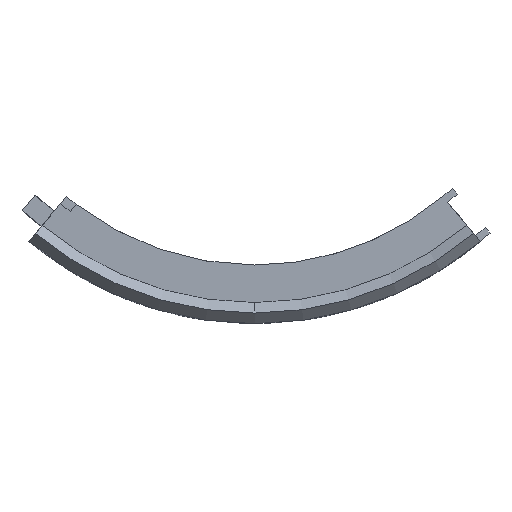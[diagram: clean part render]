
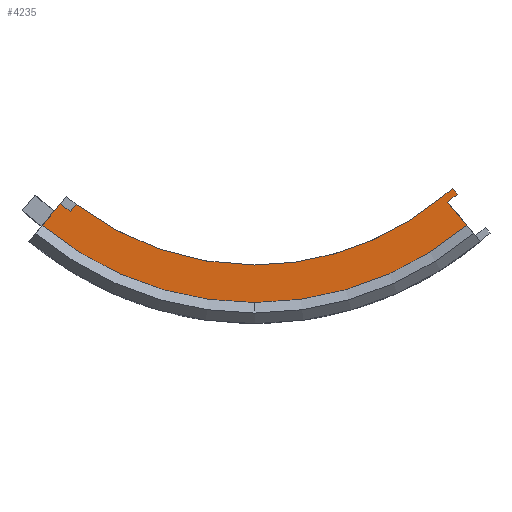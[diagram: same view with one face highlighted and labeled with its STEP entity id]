
A CAD part, front view. The second image highlights one B-rep face of the part: STEP entity #4235.
In plain terms, the highlighted planar face has unit normal (0, -1, 0).
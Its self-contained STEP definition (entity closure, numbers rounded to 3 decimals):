
#170 = CARTESIAN_POINT ( 'NONE',  ( 47.293, -5., -51.695 ) ) ;
#207 = DIRECTION ( 'NONE',  ( 0., 0., -1. ) ) ;
#216 = EDGE_CURVE ( 'NONE', #1480, #4329, #2842, .T. ) ;
#218 = DIRECTION ( 'NONE',  ( 0.643, 0., 0.766 ) ) ;
#221 = EDGE_CURVE ( 'NONE', #4329, #1953, #2209, .T. ) ;
#246 = AXIS2_PLACEMENT_3D ( 'NONE', #4682, #1501, #3045 ) ;
#284 = CARTESIAN_POINT ( 'NONE',  ( -44.995, -5., -53.623 ) ) ;
#292 = CARTESIAN_POINT ( 'NONE',  ( 50.78, -5., -60.518 ) ) ;
#296 = LINE ( 'NONE', #3772, #1686 ) ;
#456 = EDGE_CURVE ( 'NONE', #3354, #2610, #3446, .T. ) ;
#481 = VECTOR ( 'NONE', #4369, 1000. ) ;
#505 = CARTESIAN_POINT ( 'NONE',  ( 44.995, -5., -53.623 ) ) ;
#509 = ORIENTED_EDGE ( 'NONE', *, *, #4420, .F. ) ;
#530 = CARTESIAN_POINT ( 'NONE',  ( 0., -5., 0. ) ) ;
#761 = LINE ( 'NONE', #1490, #4835 ) ;
#856 = EDGE_CURVE ( 'NONE', #3052, #1480, #296, .T. ) ;
#1047 = ORIENTED_EDGE ( 'NONE', *, *, #1084, .F. ) ;
#1084 = EDGE_CURVE ( 'NONE', #4261, #1614, #2662, .T. ) ;
#1136 = EDGE_CURVE ( 'NONE', #4433, #4293, #4406, .T. ) ;
#1257 = CARTESIAN_POINT ( 'NONE',  ( 0., -5., -79. ) ) ;
#1260 = VERTEX_POINT ( 'NONE', #292 ) ;
#1271 = CARTESIAN_POINT ( 'NONE',  ( 0., -5., 0. ) ) ;
#1285 = EDGE_CURVE ( 'NONE', #3052, #4261, #2229, .T. ) ;
#1319 = DIRECTION ( 'NONE',  ( 0., 0., -1. ) ) ;
#1368 = CIRCLE ( 'NONE', #4188, 79. ) ;
#1369 = CARTESIAN_POINT ( 'NONE',  ( -50.78, -5., -60.518 ) ) ;
#1417 = FACE_OUTER_BOUND ( 'NONE', #3484, .T. ) ;
#1480 = VERTEX_POINT ( 'NONE', #1622 ) ;
#1490 = CARTESIAN_POINT ( 'NONE',  ( 47.293, -5., -51.695 ) ) ;
#1501 = DIRECTION ( 'NONE',  ( 0., -1., 0. ) ) ;
#1512 = DIRECTION ( 'NONE',  ( 0.643, 0., -0.766 ) ) ;
#1614 = VERTEX_POINT ( 'NONE', #3540 ) ;
#1622 = CARTESIAN_POINT ( 'NONE',  ( -46.409, -5., -55.308 ) ) ;
#1652 = DIRECTION ( 'NONE',  ( -0.643, 0., -0.766 ) ) ;
#1686 = VECTOR ( 'NONE', #4156, 1000. ) ;
#1854 = DIRECTION ( 'NONE',  ( -0.766, 0., -0.643 ) ) ;
#1953 = VERTEX_POINT ( 'NONE', #1257 ) ;
#1968 = VECTOR ( 'NONE', #1652, 1000. ) ;
#2106 = DIRECTION ( 'NONE',  ( 0., -1., 0. ) ) ;
#2174 = AXIS2_PLACEMENT_3D ( 'NONE', #530, #2527, #207 ) ;
#2209 = CIRCLE ( 'NONE', #3264, 79. ) ;
#2229 = LINE ( 'NONE', #4150, #2578 ) ;
#2304 = ORIENTED_EDGE ( 'NONE', *, *, #216, .T. ) ;
#2441 = ORIENTED_EDGE ( 'NONE', *, *, #221, .T. ) ;
#2527 = DIRECTION ( 'NONE',  ( 0., -1., 0. ) ) ;
#2578 = VECTOR ( 'NONE', #218, 1000. ) ;
#2606 = CARTESIAN_POINT ( 'NONE',  ( 44.995, -5., -53.623 ) ) ;
#2610 = VERTEX_POINT ( 'NONE', #2889 ) ;
#2617 = EDGE_CURVE ( 'NONE', #1953, #1260, #1368, .T. ) ;
#2662 = CIRCLE ( 'NONE', #246, 70. ) ;
#2798 = LINE ( 'NONE', #505, #481 ) ;
#2842 = LINE ( 'NONE', #3921, #1968 ) ;
#2867 = AXIS2_PLACEMENT_3D ( 'NONE', #284, #4476, #3715 ) ;
#2879 = ORIENTED_EDGE ( 'NONE', *, *, #4570, .F. ) ;
#2885 = ORIENTED_EDGE ( 'NONE', *, *, #856, .T. ) ;
#2889 = CARTESIAN_POINT ( 'NONE',  ( 46.152, -5., -55.002 ) ) ;
#2961 = ORIENTED_EDGE ( 'NONE', *, *, #1136, .T. ) ;
#3045 = DIRECTION ( 'NONE',  ( 0., 0., -1. ) ) ;
#3052 = VERTEX_POINT ( 'NONE', #3711 ) ;
#3064 = CIRCLE ( 'NONE', #2174, 70. ) ;
#3264 = AXIS2_PLACEMENT_3D ( 'NONE', #1271, #4383, #4281 ) ;
#3319 = PLANE ( 'NONE',  #2867 ) ;
#3354 = VERTEX_POINT ( 'NONE', #3967 ) ;
#3446 = LINE ( 'NONE', #4179, #4553 ) ;
#3464 = VECTOR ( 'NONE', #3946, 1000. ) ;
#3484 = EDGE_LOOP ( 'NONE', ( #2885, #2304, #2441, #4304, #2879, #3955, #509, #2961, #3963, #1047, #4923 ) ) ;
#3540 = CARTESIAN_POINT ( 'NONE',  ( 0., -5., -70. ) ) ;
#3617 = CARTESIAN_POINT ( 'NONE',  ( 0., -5., 0. ) ) ;
#3711 = CARTESIAN_POINT ( 'NONE',  ( -44.111, -5., -57.237 ) ) ;
#3715 = DIRECTION ( 'NONE',  ( 0., 0., -1. ) ) ;
#3772 = CARTESIAN_POINT ( 'NONE',  ( -44.111, -5., -57.237 ) ) ;
#3921 = CARTESIAN_POINT ( 'NONE',  ( -44.995, -5., -53.623 ) ) ;
#3946 = DIRECTION ( 'NONE',  ( -0.766, 0., -0.643 ) ) ;
#3955 = ORIENTED_EDGE ( 'NONE', *, *, #456, .F. ) ;
#3963 = ORIENTED_EDGE ( 'NONE', *, *, #4603, .F. ) ;
#3967 = CARTESIAN_POINT ( 'NONE',  ( 48.45, -5., -53.074 ) ) ;
#4150 = CARTESIAN_POINT ( 'NONE',  ( -41.411, -5., -54.019 ) ) ;
#4156 = DIRECTION ( 'NONE',  ( -0.766, 0., 0.643 ) ) ;
#4179 = CARTESIAN_POINT ( 'NONE',  ( 48.45, -5., -53.074 ) ) ;
#4188 = AXIS2_PLACEMENT_3D ( 'NONE', #3617, #2106, #1319 ) ;
#4218 = CARTESIAN_POINT ( 'NONE',  ( 47.293, -5., -51.695 ) ) ;
#4235 = ADVANCED_FACE ( 'NONE', ( #1417 ), #3319, .T. ) ;
#4261 = VERTEX_POINT ( 'NONE', #4918 ) ;
#4281 = DIRECTION ( 'NONE',  ( 0., 0., -1. ) ) ;
#4293 = VERTEX_POINT ( 'NONE', #2606 ) ;
#4304 = ORIENTED_EDGE ( 'NONE', *, *, #2617, .T. ) ;
#4329 = VERTEX_POINT ( 'NONE', #1369 ) ;
#4369 = DIRECTION ( 'NONE',  ( 0.643, 0., -0.766 ) ) ;
#4383 = DIRECTION ( 'NONE',  ( 0., -1., 0. ) ) ;
#4406 = LINE ( 'NONE', #170, #3464 ) ;
#4420 = EDGE_CURVE ( 'NONE', #4433, #3354, #761, .T. ) ;
#4433 = VERTEX_POINT ( 'NONE', #4218 ) ;
#4476 = DIRECTION ( 'NONE',  ( 0., -1., 0. ) ) ;
#4553 = VECTOR ( 'NONE', #1854, 1000. ) ;
#4570 = EDGE_CURVE ( 'NONE', #2610, #1260, #2798, .T. ) ;
#4603 = EDGE_CURVE ( 'NONE', #1614, #4293, #3064, .T. ) ;
#4682 = CARTESIAN_POINT ( 'NONE',  ( 0., -5., 0. ) ) ;
#4835 = VECTOR ( 'NONE', #1512, 1000. ) ;
#4918 = CARTESIAN_POINT ( 'NONE',  ( -42.656, -5., -55.502 ) ) ;
#4923 = ORIENTED_EDGE ( 'NONE', *, *, #1285, .F. ) ;
